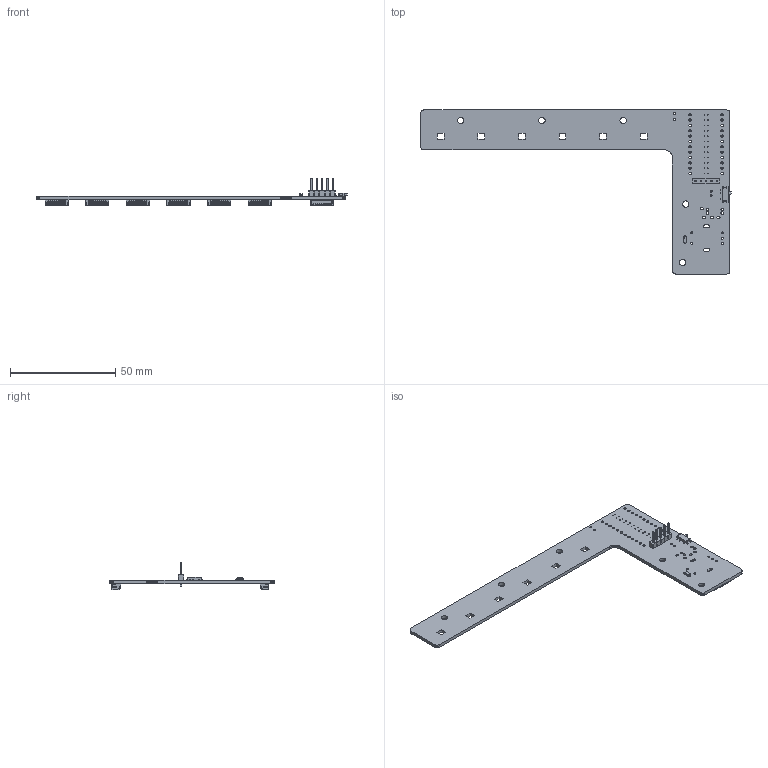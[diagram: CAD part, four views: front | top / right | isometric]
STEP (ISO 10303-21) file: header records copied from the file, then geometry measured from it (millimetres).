
FILE_DESCRIPTION(('KiCad electronic assembly'),'2;1');
FILE_NAME('Seismos_CoreL.step','2023-10-15T04:53:33',('Pcbnew'),('Kicad' ),'Open CASCADE STEP processor 7.7','KiCad to STEP converter', 'Unknown');
FILE_SCHEMA(('AUTOMOTIVE_DESIGN { 1 0 10303 214 1 1 1 1 }'));
Length unit declared in the file: millimetre
Products named in the file (10): Seismos_CoreL 1; PinHeader_1x05_P2.54mm_Vertical; SOLID; PCM12SMTR; COMPOUND; D_SOD-123; SM09B-SRSS-TB_LF__SN_; Seismos_CoreL PCB
Assembly tree (15 placements, depth 3):
  Seismos_CoreL 1
    PinHeader_1x05_P2.54mm_Vertical
      SOLID
    PCM12SMTR
      COMPOUND
    D_SOD-123
      SOLID
    SM09B-SRSS-TB_LF__SN_  x7
      COMPOUND
    Seismos_CoreL PCB
Bounding box: 147.59 x 78 x 13.07 mm (x, y, z)
Volume: 7344.5 mm3; surface area: 12498.5 mm2
Topology: 92 solids, 92 shells, 3278 faces, 9220 edges, 6083 vertices
Faces by surface type: plane 2657, cylinder 591, bspline 26, cone 4
Full cylindrical faces by diameter (mm): 0.4 x24, 0.9 x6, 1 x10, 1.1 x24, 1.2 x4, 3 x5
Entity records: 71662 total; most frequent: CARTESIAN_POINT 13589, DIRECTION 10232, LINE 7428, VECTOR 7428, ORIENTED_EDGE 5672, PCURVE 5672, DEFINITIONAL_REPRESENTATION 5672, EDGE_CURVE 2836
